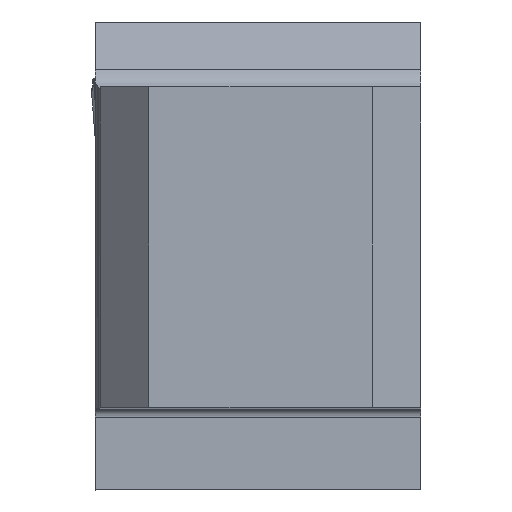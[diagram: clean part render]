
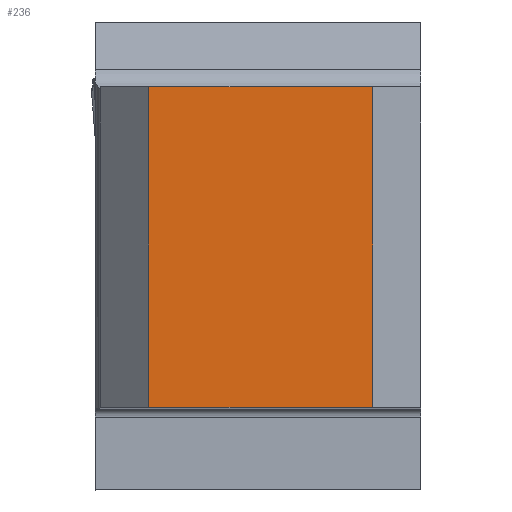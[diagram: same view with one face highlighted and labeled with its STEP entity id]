
A CAD part, top view. The second image highlights one B-rep face of the part: STEP entity #236.
In plain terms, the highlighted planar face has unit normal (0, 0, 1).
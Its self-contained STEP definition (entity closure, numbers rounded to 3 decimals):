
#236=ADVANCED_FACE('CU_BACK_SU1',(#365),#321,.F.);
#321=PLANE('',#1793);
#365=FACE_OUTER_BOUND('',#450,.T.);
#450=EDGE_LOOP('',(#535,#536,#537,#538));
#535=ORIENTED_EDGE('',*,*,#1168,.F.);
#536=ORIENTED_EDGE('',*,*,#1169,.T.);
#537=ORIENTED_EDGE('',*,*,#1170,.T.);
#538=ORIENTED_EDGE('',*,*,#1171,.F.);
#1011=VERTEX_POINT('',#2421);
#1012=VERTEX_POINT('',#2422);
#1013=VERTEX_POINT('',#2424);
#1014=VERTEX_POINT('',#2426);
#1168=EDGE_CURVE('',#1011,#1012,#1406,.T.);
#1169=EDGE_CURVE('',#1011,#1013,#1407,.T.);
#1170=EDGE_CURVE('',#1013,#1014,#1408,.T.);
#1171=EDGE_CURVE('',#1012,#1014,#1409,.T.);
#1406=LINE('',#2420,#1554);
#1407=LINE('',#2423,#1555);
#1408=LINE('',#2425,#1556);
#1409=LINE('',#2427,#1557);
#1554=VECTOR('',#1953,1.);
#1555=VECTOR('',#1954,1.);
#1556=VECTOR('',#1955,1.);
#1557=VECTOR('',#1956,1.);
#1793=AXIS2_PLACEMENT_3D('',#2428,#1957,#1958);
#1953=DIRECTION('',(0.,1.,0.));
#1954=DIRECTION('',(1.,0.,0.));
#1955=DIRECTION('',(0.,1.,0.));
#1956=DIRECTION('',(1.,0.,0.));
#1957=DIRECTION('',(0.,0.,-1.));
#1958=DIRECTION('',(-1.,0.,0.));
#2420=CARTESIAN_POINT('',(-16.925,0.,0.));
#2421=CARTESIAN_POINT('',(-16.925,0.,0.));
#2422=CARTESIAN_POINT('',(-16.925,19.925,0.));
#2423=CARTESIAN_POINT('',(-110.,0.,0.));
#2424=CARTESIAN_POINT('',(-3.,0.,0.));
#2425=CARTESIAN_POINT('',(-3.,0.,0.));
#2426=CARTESIAN_POINT('',(-3.,19.925,0.));
#2427=CARTESIAN_POINT('',(-110.,19.925,0.));
#2428=CARTESIAN_POINT('',(22.996,39.925,0.));
